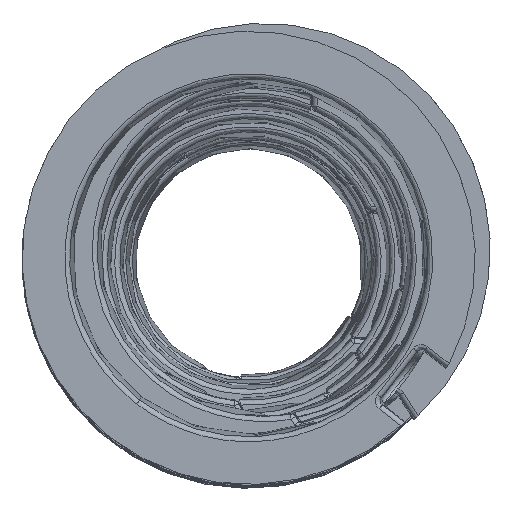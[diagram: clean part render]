
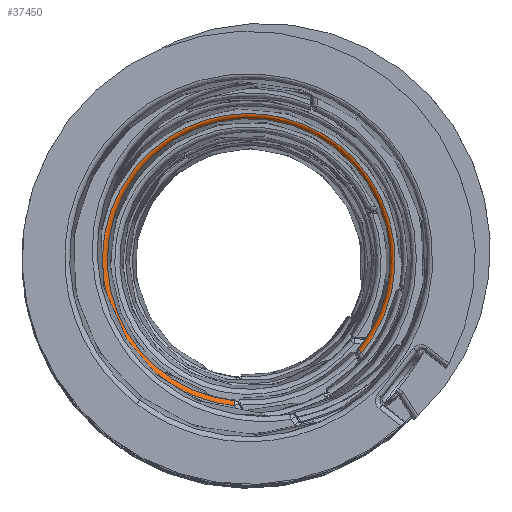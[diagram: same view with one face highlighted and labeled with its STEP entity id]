
A CAD part, top view. The second image highlights one B-rep face of the part: STEP entity #37450.
In plain terms, the highlighted free-form (B-spline) face has degree [3, 3] with [4, 7] control points.
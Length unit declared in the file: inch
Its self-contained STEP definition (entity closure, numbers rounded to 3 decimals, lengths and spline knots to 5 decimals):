
#113 = ORIENTED_EDGE ( 'NONE', *, *, #12198, .F. ) ;
#742 = EDGE_LOOP ( 'NONE', ( #23337, #32077, #6788, #36987, #30647, #113 ) ) ;
#836 = CARTESIAN_POINT ( 'NONE',  ( 0.16505, -0.14964, -3.5199 ) ) ;
#2022 = CARTESIAN_POINT ( 'NONE',  ( 0.16467, -0.14933, -3.51994 ) ) ;
#2216 = CARTESIAN_POINT ( 'NONE',  ( -0.09485, 0.20416, -3.51675 ) ) ;
#2499 = AXIS2_PLACEMENT_3D ( 'NONE', #2650, #11475, #35025 ) ;
#2650 = CARTESIAN_POINT ( 'NONE',  ( -0.00653, -0.00881, -3.52445 ) ) ;
#2781 = CARTESIAN_POINT ( 'NONE',  ( -0.02806, -0.22925, -3.51994 ) ) ;
#3011 = CARTESIAN_POINT ( 'NONE',  ( -0.37175, 0.08848, -3.51671 ) ) ;
#4701 = CARTESIAN_POINT ( 'NONE',  ( -0.21151, -0.09381, -3.52445 ) ) ;
#4800 = DIRECTION ( 'NONE',  ( 0.924, 0.383, 0. ) ) ;
#4903 = CARTESIAN_POINT ( 'NONE',  ( 0.17895, 0.31198, -3.51622 ) ) ;
#4987 = DIRECTION ( 'NONE',  ( 0., 0., 1. ) ) ;
#5087 = CARTESIAN_POINT ( 'NONE',  ( -0.32863, -0.20901, -3.51675 ) ) ;
#5269 = DIRECTION ( 'NONE',  ( 0., 0., 1. ) ) ;
#6788 = ORIENTED_EDGE ( 'NONE', *, *, #25797, .T. ) ;
#8351 = CARTESIAN_POINT ( 'NONE',  ( 0.35426, 0.07569, -3.51622 ) ) ;
#8422 = CARTESIAN_POINT ( 'NONE',  ( -0.02842, -0.23297, -3.51671 ) ) ;
#8956 = CARTESIAN_POINT ( 'NONE',  ( 0.18265, 0.31838, -3.51671 ) ) ;
#9605 = VERTEX_POINT ( 'NONE', #13611 ) ;
#10355 =( BOUNDED_SURFACE ( )  B_SPLINE_SURFACE ( 3, 3, ( 
 ( #26303, #5087, #17038, #2216, #37669, #11221, #23013 ),
 ( #23213, #34971, #34774, #22436, #4903, #8351, #37471 ),
 ( #2781, #14523, #17419, #10640, #28430, #11023, #2022 ),
 ( #22825, #13743, #10838, #34581, #34379, #32087, #19731 ) ),
 .UNSPECIFIED., .F., .F., .T. ) 
 B_SPLINE_SURFACE_WITH_KNOTS ( ( 4, 4 ),
 ( 4, 3, 4 ),
 ( 0., 1. ),
 ( 0., 0.5, 1. ),
 .UNSPECIFIED. ) 
 GEOMETRIC_REPRESENTATION_ITEM ( )  RATIONAL_B_SPLINE_SURFACE ( (
 ( 1., 0.495, 0.495, 1., 0.495, 0.495, 1.),
 ( 0.76, 0.376, 0.376, 0.76, 0.376, 0.376, 0.76),
 ( 0.76, 0.376, 0.376, 0.76, 0.376, 0.376, 0.76),
 ( 1., 0.495, 0.495, 1., 0.495, 0.495, 1.) ) ) 
 REPRESENTATION_ITEM ( '' )  SURFACE ( )  );
#10640 = CARTESIAN_POINT ( 'NONE',  ( -0.09137, 0.19578, -3.51994 ) ) ;
#10838 = CARTESIAN_POINT ( 'NONE',  ( -0.35928, 0.08516, -3.52524 ) ) ;
#11023 = CARTESIAN_POINT ( 'NONE',  ( 0.34819, 0.07427, -3.51994 ) ) ;
#11221 = CARTESIAN_POINT ( 'NONE',  ( 0.36272, 0.07767, -3.51675 ) ) ;
#11475 = DIRECTION ( 'NONE',  ( 0., 0., 1. ) ) ;
#11490 = CARTESIAN_POINT ( 'NONE',  ( -0.02887, -0.2375, -3.51671 ) ) ;
#11646 = CARTESIAN_POINT ( 'NONE',  ( -0.32753, -0.20833, -3.51671 ) ) ;
#11986 = CARTESIAN_POINT ( 'NONE',  ( 0.16756, -0.1517, -3.51671 ) ) ;
#12198 = EDGE_CURVE ( 'NONE', #9605, #35306, #17834, .T. ) ;
#12716 = EDGE_CURVE ( 'NONE', #9605, #35536, #38059, .T. ) ;
#13611 = CARTESIAN_POINT ( 'NONE',  ( 0.16499, -0.14959, -3.52445 ) ) ;
#13743 = CARTESIAN_POINT ( 'NONE',  ( -0.31657, -0.20152, -3.52524 ) ) ;
#14271 = CIRCLE ( 'NONE', #33970, 0.2219 ) ;
#14523 = CARTESIAN_POINT ( 'NONE',  ( -0.31596, -0.20114, -3.51994 ) ) ;
#14604 = CARTESIAN_POINT ( 'NONE',  ( 0.17107, -0.15459, -3.51671 ) ) ;
#15469 = CARTESIAN_POINT ( 'NONE',  ( 0.16499, -0.14959, -3.52445 ) ) ;
#15501 = VERTEX_POINT ( 'NONE', #25273 ) ;
#16013 =( BOUNDED_CURVE ( )  B_SPLINE_CURVE ( 3, ( #32121, #23432, #8956, #24003, #3011, #11646, #29612 ),
 .UNSPECIFIED., .F., .T. ) 
 B_SPLINE_CURVE_WITH_KNOTS ( ( 4, 3, 4 ),
 ( 0., 0.5, 1. ),
 .UNSPECIFIED. ) 
 CURVE ( )  GEOMETRIC_REPRESENTATION_ITEM ( )  RATIONAL_B_SPLINE_CURVE ( ( 0.957, 0.474, 0.474, 0.957, 0.474, 0.474, 0.957 ) ) 
 REPRESENTATION_ITEM ( '' )  );
#17038 = CARTESIAN_POINT ( 'NONE',  ( -0.373, 0.08882, -3.51675 ) ) ;
#17419 = CARTESIAN_POINT ( 'NONE',  ( -0.35858, 0.08498, -3.51994 ) ) ;
#17790 = EDGE_CURVE ( 'NONE', #35306, #35934, #32008, .T. ) ;
#17834 = CIRCLE ( 'NONE', #28941, 0.2219 ) ;
#19731 = CARTESIAN_POINT ( 'NONE',  ( 0.16501, -0.14961, -3.52524 ) ) ;
#20308 = CARTESIAN_POINT ( 'NONE',  ( -0.00653, -0.00881, -3.52445 ) ) ;
#22345 = EDGE_CURVE ( 'NONE', #35934, #15501, #14271, .T. ) ;
#22436 = CARTESIAN_POINT ( 'NONE',  ( -0.09283, 0.19928, -3.51622 ) ) ;
#22825 = CARTESIAN_POINT ( 'NONE',  ( -0.0281, -0.22969, -3.52524 ) ) ;
#23013 = CARTESIAN_POINT ( 'NONE',  ( 0.17168, -0.15508, -3.51675 ) ) ;
#23073 = VERTEX_POINT ( 'NONE', #34022 ) ;
#23213 = CARTESIAN_POINT ( 'NONE',  ( -0.02843, -0.23302, -3.51622 ) ) ;
#23281 = CARTESIAN_POINT ( 'NONE',  ( -0.0281, -0.22966, -3.52445 ) ) ;
#23337 = ORIENTED_EDGE ( 'NONE', *, *, #12716, .T. ) ;
#23379 = DIRECTION ( 'NONE',  ( 0.924, 0.383, 0. ) ) ;
#23432 = CARTESIAN_POINT ( 'NONE',  ( 0.36146, 0.07738, -3.51671 ) ) ;
#24003 = CARTESIAN_POINT ( 'NONE',  ( -0.09455, 0.20343, -3.51671 ) ) ;
#25273 = CARTESIAN_POINT ( 'NONE',  ( -0.0281, -0.22966, -3.52445 ) ) ;
#25714 = FACE_OUTER_BOUND ( 'NONE', #742, .T. ) ;
#25797 = EDGE_CURVE ( 'NONE', #23073, #15501, #34071, .T. ) ;
#26303 = CARTESIAN_POINT ( 'NONE',  ( -0.02894, -0.23828, -3.51675 ) ) ;
#28430 = CARTESIAN_POINT ( 'NONE',  ( 0.17583, 0.30658, -3.51994 ) ) ;
#28518 = CARTESIAN_POINT ( 'NONE',  ( -0.00653, -0.00881, -3.52445 ) ) ;
#28941 = AXIS2_PLACEMENT_3D ( 'NONE', #28518, #4987, #4800 ) ;
#29612 = CARTESIAN_POINT ( 'NONE',  ( -0.02887, -0.2375, -3.51671 ) ) ;
#30647 = ORIENTED_EDGE ( 'NONE', *, *, #17790, .F. ) ;
#32008 = CIRCLE ( 'NONE', #2499, 0.2219 ) ;
#32077 = ORIENTED_EDGE ( 'NONE', *, *, #35886, .T. ) ;
#32087 = CARTESIAN_POINT ( 'NONE',  ( 0.34889, 0.07444, -3.52524 ) ) ;
#32121 = CARTESIAN_POINT ( 'NONE',  ( 0.17107, -0.15459, -3.51671 ) ) ;
#33970 = AXIS2_PLACEMENT_3D ( 'NONE', #20308, #5269, #23379 ) ;
#34022 = CARTESIAN_POINT ( 'NONE',  ( -0.02887, -0.2375, -3.51671 ) ) ;
#34071 =( BOUNDED_CURVE ( )  B_SPLINE_CURVE ( 3, ( #11490, #8422, #38116, #23281 ),
 .UNSPECIFIED., .F., .T. ) 
 B_SPLINE_CURVE_WITH_KNOTS ( ( 4, 4 ),
 ( 0., 1. ),
 .UNSPECIFIED. ) 
 CURVE ( )  GEOMETRIC_REPRESENTATION_ITEM ( )  RATIONAL_B_SPLINE_CURVE ( ( 0.957, 0.774, 0.774, 0.957 ) ) 
 REPRESENTATION_ITEM ( '' )  );
#34379 = CARTESIAN_POINT ( 'NONE',  ( 0.17619, 0.30721, -3.52524 ) ) ;
#34581 = CARTESIAN_POINT ( 'NONE',  ( -0.09154, 0.19618, -3.52524 ) ) ;
#34774 = CARTESIAN_POINT ( 'NONE',  ( -0.3646, 0.08658, -3.51622 ) ) ;
#34971 = CARTESIAN_POINT ( 'NONE',  ( -0.32125, -0.20443, -3.51622 ) ) ;
#35025 = DIRECTION ( 'NONE',  ( 0.924, 0.383, 0. ) ) ;
#35306 = VERTEX_POINT ( 'NONE', #35659 ) ;
#35536 = VERTEX_POINT ( 'NONE', #14604 ) ;
#35659 = CARTESIAN_POINT ( 'NONE',  ( 0.19844, 0.07619, -3.52445 ) ) ;
#35720 = CARTESIAN_POINT ( 'NONE',  ( 0.17107, -0.15459, -3.51671 ) ) ;
#35886 = EDGE_CURVE ( 'NONE', #35536, #23073, #16013, .T. ) ;
#35934 = VERTEX_POINT ( 'NONE', #4701 ) ;
#36987 = ORIENTED_EDGE ( 'NONE', *, *, #22345, .F. ) ;
#37450 = ADVANCED_FACE ( 'NONE', ( #25714 ), #10355, .T. ) ;
#37471 = CARTESIAN_POINT ( 'NONE',  ( 0.1676, -0.15173, -3.51622 ) ) ;
#37669 = CARTESIAN_POINT ( 'NONE',  ( 0.1833, 0.3195, -3.51675 ) ) ;
#38059 =( BOUNDED_CURVE ( )  B_SPLINE_CURVE ( 3, ( #15469, #836, #11986, #35720 ),
 .UNSPECIFIED., .F., .T. ) 
 B_SPLINE_CURVE_WITH_KNOTS ( ( 4, 4 ),
 ( 0., 1. ),
 .UNSPECIFIED. ) 
 CURVE ( )  GEOMETRIC_REPRESENTATION_ITEM ( )  RATIONAL_B_SPLINE_CURVE ( ( 0.957, 0.774, 0.774, 0.957 ) ) 
 REPRESENTATION_ITEM ( '' )  );
#38116 = CARTESIAN_POINT ( 'NONE',  ( -0.02811, -0.22974, -3.5199 ) ) ;
